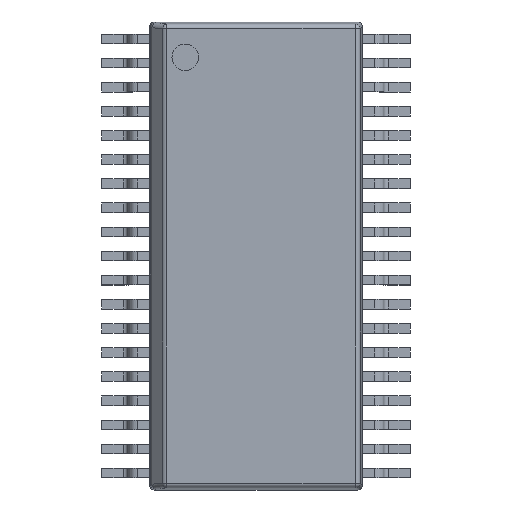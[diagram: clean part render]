
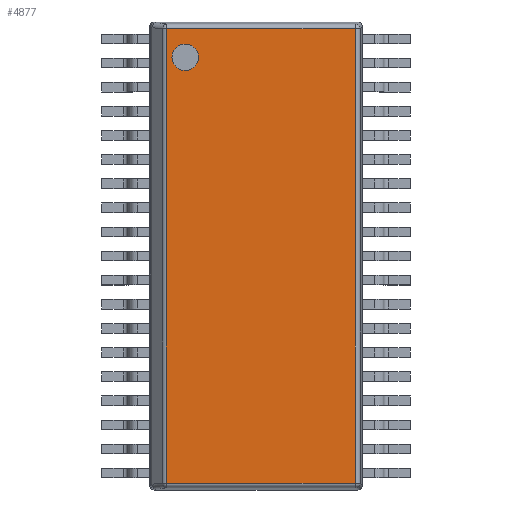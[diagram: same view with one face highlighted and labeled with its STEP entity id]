
A CAD part, top view. The second image highlights one B-rep face of the part: STEP entity #4877.
In plain terms, the highlighted planar face has unit normal (0, 0, 1).
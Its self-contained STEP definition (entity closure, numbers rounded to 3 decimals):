
#4032 = CYLINDRICAL_SURFACE('',#4033,0.1);
#4033 = AXIS2_PLACEMENT_3D('',#4034,#4035,#4036);
#4034 = CARTESIAN_POINT('',(0.3,9.557,1.1));
#4035 = DIRECTION('',(1.,0.,0.));
#4036 = DIRECTION('',(-0.,0.995,0.105));
#4233 = CYLINDRICAL_SURFACE('',#4234,0.1);
#4234 = AXIS2_PLACEMENT_3D('',#4235,#4236,#4237);
#4235 = CARTESIAN_POINT('',(0.3,0.143,1.1));
#4236 = DIRECTION('',(1.,-0.,0.));
#4237 = DIRECTION('',(-0.,-0.995,0.105));
#4334 = CYLINDRICAL_SURFACE('',#4335,0.1);
#4335 = AXIS2_PLACEMENT_3D('',#4336,#4337,#4338);
#4336 = CARTESIAN_POINT('',(0.341,0.053,1.1));
#4337 = DIRECTION('',(0.,1.,0.));
#4338 = DIRECTION('',(-0.707,0.,0.707));
#4495 = VERTEX_POINT('',#4496);
#4496 = CARTESIAN_POINT('',(0.341,9.557,1.2));
#4529 = EDGE_CURVE('',#4495,#4530,#4532,.T.);
#4530 = VERTEX_POINT('',#4531);
#4531 = CARTESIAN_POINT('',(4.257,9.557,1.2));
#4532 = SURFACE_CURVE('',#4533,(#4537,#4544),.PCURVE_S1.);
#4533 = LINE('',#4534,#4535);
#4534 = CARTESIAN_POINT('',(0.3,9.557,1.2));
#4535 = VECTOR('',#4536,1.);
#4536 = DIRECTION('',(1.,0.,0.));
#4537 = PCURVE('',#4032,#4538);
#4538 = DEFINITIONAL_REPRESENTATION('',(#4539),#4543);
#4539 = LINE('',#4540,#4541);
#4540 = CARTESIAN_POINT('',(1.466,0.));
#4541 = VECTOR('',#4542,1.);
#4542 = DIRECTION('',(0.,1.));
#4543 = ( GEOMETRIC_REPRESENTATION_CONTEXT(2) 
PARAMETRIC_REPRESENTATION_CONTEXT() REPRESENTATION_CONTEXT('2D SPACE',''
  ) );
#4544 = PCURVE('',#4545,#4550);
#4545 = PLANE('',#4546);
#4546 = AXIS2_PLACEMENT_3D('',#4547,#4548,#4549);
#4547 = CARTESIAN_POINT('',(0.,0.,1.2));
#4548 = DIRECTION('',(0.,0.,1.));
#4549 = DIRECTION('',(1.,0.,-0.));
#4550 = DEFINITIONAL_REPRESENTATION('',(#4551),#4555);
#4551 = LINE('',#4552,#4553);
#4552 = CARTESIAN_POINT('',(0.3,9.557));
#4553 = VECTOR('',#4554,1.);
#4554 = DIRECTION('',(1.,0.));
#4555 = ( GEOMETRIC_REPRESENTATION_CONTEXT(2) 
PARAMETRIC_REPRESENTATION_CONTEXT() REPRESENTATION_CONTEXT('2D SPACE',''
  ) );
#4673 = VERTEX_POINT('',#4674);
#4674 = CARTESIAN_POINT('',(0.341,0.143,1.2));
#4707 = EDGE_CURVE('',#4673,#4708,#4710,.T.);
#4708 = VERTEX_POINT('',#4709);
#4709 = CARTESIAN_POINT('',(4.257,0.143,1.2));
#4710 = SURFACE_CURVE('',#4711,(#4715,#4722),.PCURVE_S1.);
#4711 = LINE('',#4712,#4713);
#4712 = CARTESIAN_POINT('',(0.3,0.143,1.2));
#4713 = VECTOR('',#4714,1.);
#4714 = DIRECTION('',(1.,-0.,0.));
#4715 = PCURVE('',#4233,#4716);
#4716 = DEFINITIONAL_REPRESENTATION('',(#4717),#4721);
#4717 = LINE('',#4718,#4719);
#4718 = CARTESIAN_POINT('',(-1.466,0.));
#4719 = VECTOR('',#4720,1.);
#4720 = DIRECTION('',(-0.,1.));
#4721 = ( GEOMETRIC_REPRESENTATION_CONTEXT(2) 
PARAMETRIC_REPRESENTATION_CONTEXT() REPRESENTATION_CONTEXT('2D SPACE',''
  ) );
#4722 = PCURVE('',#4545,#4723);
#4723 = DEFINITIONAL_REPRESENTATION('',(#4724),#4728);
#4724 = LINE('',#4725,#4726);
#4725 = CARTESIAN_POINT('',(0.3,0.143));
#4726 = VECTOR('',#4727,1.);
#4727 = DIRECTION('',(1.,0.));
#4728 = ( GEOMETRIC_REPRESENTATION_CONTEXT(2) 
PARAMETRIC_REPRESENTATION_CONTEXT() REPRESENTATION_CONTEXT('2D SPACE',''
  ) );
#4773 = EDGE_CURVE('',#4673,#4495,#4774,.T.);
#4774 = SURFACE_CURVE('',#4775,(#4779,#4786),.PCURVE_S1.);
#4775 = LINE('',#4776,#4777);
#4776 = CARTESIAN_POINT('',(0.341,0.053,1.2));
#4777 = VECTOR('',#4778,1.);
#4778 = DIRECTION('',(0.,1.,0.));
#4779 = PCURVE('',#4334,#4780);
#4780 = DEFINITIONAL_REPRESENTATION('',(#4781),#4785);
#4781 = LINE('',#4782,#4783);
#4782 = CARTESIAN_POINT('',(0.785,0.));
#4783 = VECTOR('',#4784,1.);
#4784 = DIRECTION('',(0.,1.));
#4785 = ( GEOMETRIC_REPRESENTATION_CONTEXT(2) 
PARAMETRIC_REPRESENTATION_CONTEXT() REPRESENTATION_CONTEXT('2D SPACE',''
  ) );
#4786 = PCURVE('',#4545,#4787);
#4787 = DEFINITIONAL_REPRESENTATION('',(#4788),#4792);
#4788 = LINE('',#4789,#4790);
#4789 = CARTESIAN_POINT('',(0.341,0.053));
#4790 = VECTOR('',#4791,1.);
#4791 = DIRECTION('',(0.,1.));
#4792 = ( GEOMETRIC_REPRESENTATION_CONTEXT(2) 
PARAMETRIC_REPRESENTATION_CONTEXT() REPRESENTATION_CONTEXT('2D SPACE',''
  ) );
#4834 = CYLINDRICAL_SURFACE('',#4835,0.1);
#4835 = AXIS2_PLACEMENT_3D('',#4836,#4837,#4838);
#4836 = CARTESIAN_POINT('',(4.257,0.053,1.1));
#4837 = DIRECTION('',(0.,1.,-0.));
#4838 = DIRECTION('',(0.995,0.,0.105));
#4877 = ADVANCED_FACE('',(#4878,#4904),#4545,.T.);
#4878 = FACE_BOUND('',#4879,.T.);
#4879 = EDGE_LOOP('',(#4880,#4881,#4882,#4883));
#4880 = ORIENTED_EDGE('',*,*,#4529,.F.);
#4881 = ORIENTED_EDGE('',*,*,#4773,.F.);
#4882 = ORIENTED_EDGE('',*,*,#4707,.T.);
#4883 = ORIENTED_EDGE('',*,*,#4884,.T.);
#4884 = EDGE_CURVE('',#4708,#4530,#4885,.T.);
#4885 = SURFACE_CURVE('',#4886,(#4890,#4897),.PCURVE_S1.);
#4886 = LINE('',#4887,#4888);
#4887 = CARTESIAN_POINT('',(4.257,0.053,1.2));
#4888 = VECTOR('',#4889,1.);
#4889 = DIRECTION('',(0.,1.,-0.));
#4890 = PCURVE('',#4545,#4891);
#4891 = DEFINITIONAL_REPRESENTATION('',(#4892),#4896);
#4892 = LINE('',#4893,#4894);
#4893 = CARTESIAN_POINT('',(4.257,0.053));
#4894 = VECTOR('',#4895,1.);
#4895 = DIRECTION('',(0.,1.));
#4896 = ( GEOMETRIC_REPRESENTATION_CONTEXT(2) 
PARAMETRIC_REPRESENTATION_CONTEXT() REPRESENTATION_CONTEXT('2D SPACE',''
  ) );
#4897 = PCURVE('',#4834,#4898);
#4898 = DEFINITIONAL_REPRESENTATION('',(#4899),#4903);
#4899 = LINE('',#4900,#4901);
#4900 = CARTESIAN_POINT('',(-1.466,0.));
#4901 = VECTOR('',#4902,1.);
#4902 = DIRECTION('',(-0.,1.));
#4903 = ( GEOMETRIC_REPRESENTATION_CONTEXT(2) 
PARAMETRIC_REPRESENTATION_CONTEXT() REPRESENTATION_CONTEXT('2D SPACE',''
  ) );
#4904 = FACE_BOUND('',#4905,.T.);
#4905 = EDGE_LOOP('',(#4906));
#4906 = ORIENTED_EDGE('',*,*,#4907,.F.);
#4907 = EDGE_CURVE('',#4908,#4908,#4910,.T.);
#4908 = VERTEX_POINT('',#4909);
#4909 = CARTESIAN_POINT('',(1.008,8.967,1.2));
#4910 = SURFACE_CURVE('',#4911,(#4916,#4923),.PCURVE_S1.);
#4911 = CIRCLE('',#4912,0.275);
#4912 = AXIS2_PLACEMENT_3D('',#4913,#4914,#4915);
#4913 = CARTESIAN_POINT('',(0.733,8.967,1.2));
#4914 = DIRECTION('',(0.,0.,1.));
#4915 = DIRECTION('',(1.,0.,-0.));
#4916 = PCURVE('',#4545,#4917);
#4917 = DEFINITIONAL_REPRESENTATION('',(#4918),#4922);
#4918 = CIRCLE('',#4919,0.275);
#4919 = AXIS2_PLACEMENT_2D('',#4920,#4921);
#4920 = CARTESIAN_POINT('',(0.733,8.967));
#4921 = DIRECTION('',(1.,0.));
#4922 = ( GEOMETRIC_REPRESENTATION_CONTEXT(2) 
PARAMETRIC_REPRESENTATION_CONTEXT() REPRESENTATION_CONTEXT('2D SPACE',''
  ) );
#4923 = PCURVE('',#4924,#4929);
#4924 = CYLINDRICAL_SURFACE('',#4925,0.275);
#4925 = AXIS2_PLACEMENT_3D('',#4926,#4927,#4928);
#4926 = CARTESIAN_POINT('',(0.733,8.967,1.1));
#4927 = DIRECTION('',(0.,0.,1.));
#4928 = DIRECTION('',(1.,0.,-0.));
#4929 = DEFINITIONAL_REPRESENTATION('',(#4930),#4934);
#4930 = LINE('',#4931,#4932);
#4931 = CARTESIAN_POINT('',(0.,0.1));
#4932 = VECTOR('',#4933,1.);
#4933 = DIRECTION('',(1.,0.));
#4934 = ( GEOMETRIC_REPRESENTATION_CONTEXT(2) 
PARAMETRIC_REPRESENTATION_CONTEXT() REPRESENTATION_CONTEXT('2D SPACE',''
  ) );
